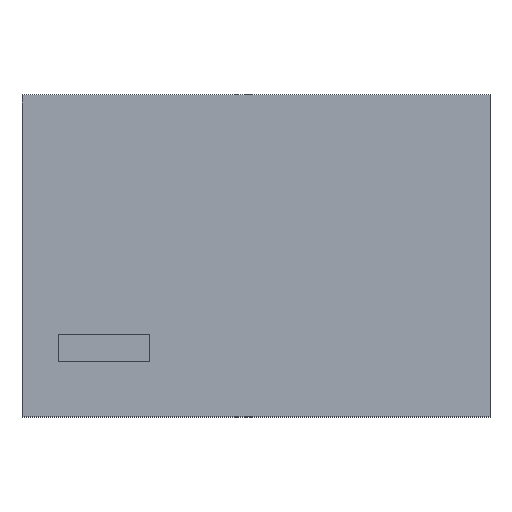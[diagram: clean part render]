
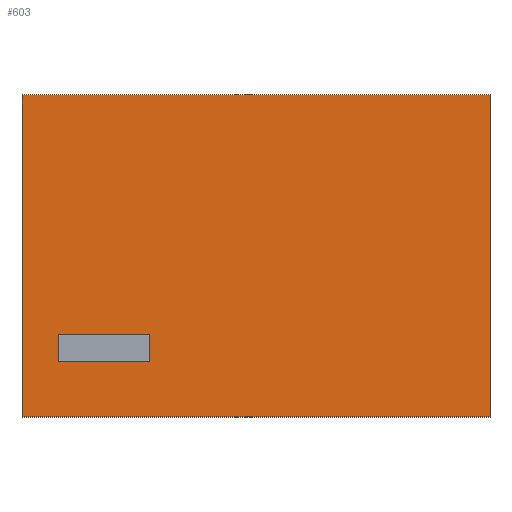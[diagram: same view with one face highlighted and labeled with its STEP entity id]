
A CAD part, top view. The second image highlights one B-rep face of the part: STEP entity #603.
In plain terms, the highlighted planar face has unit normal (0, 0, 1).
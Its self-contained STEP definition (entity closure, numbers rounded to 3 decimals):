
#4 = LINE ( 'NONE', #474, #550 ) ;
#26 = ORIENTED_EDGE ( 'NONE', *, *, #592, .F. ) ;
#38 = DIRECTION ( 'NONE',  ( 0., 1., 0. ) ) ;
#46 = CARTESIAN_POINT ( 'NONE',  ( -0.64, -0.44, 0.64 ) ) ;
#59 = LINE ( 'NONE', #495, #593 ) ;
#80 = EDGE_CURVE ( 'NONE', #135, #559, #59, .T. ) ;
#91 = LINE ( 'NONE', #522, #548 ) ;
#92 = ORIENTED_EDGE ( 'NONE', *, *, #312, .F. ) ;
#93 = EDGE_CURVE ( 'NONE', #206, #402, #492, .T. ) ;
#108 = DIRECTION ( 'NONE',  ( 0., 1., 0. ) ) ;
#111 = CARTESIAN_POINT ( 'NONE',  ( -0.64, -0.44, 0.64 ) ) ;
#128 = CARTESIAN_POINT ( 'NONE',  ( -0.64, -0.44, 0.64 ) ) ;
#135 = VERTEX_POINT ( 'NONE', #436 ) ;
#146 = VECTOR ( 'NONE', #290, 1000. ) ;
#154 = ORIENTED_EDGE ( 'NONE', *, *, #93, .T. ) ;
#172 = VECTOR ( 'NONE', #224, 1000. ) ;
#206 = VERTEX_POINT ( 'NONE', #597 ) ;
#209 = DIRECTION ( 'NONE',  ( -1., 0., 0. ) ) ;
#220 = LINE ( 'NONE', #625, #172 ) ;
#224 = DIRECTION ( 'NONE',  ( 0., -1., 0. ) ) ;
#228 = CARTESIAN_POINT ( 'NONE',  ( 0., 0., 0.64 ) ) ;
#230 = CARTESIAN_POINT ( 'NONE',  ( -0.54, -0.29, 0.64 ) ) ;
#235 = ORIENTED_EDGE ( 'NONE', *, *, #387, .T. ) ;
#258 = ORIENTED_EDGE ( 'NONE', *, *, #80, .T. ) ;
#272 = DIRECTION ( 'NONE',  ( 0., 0., -1. ) ) ;
#273 = VECTOR ( 'NONE', #108, 1000. ) ;
#289 = FACE_BOUND ( 'NONE', #650, .T. ) ;
#290 = DIRECTION ( 'NONE',  ( 1., 0., 0. ) ) ;
#312 = EDGE_CURVE ( 'NONE', #438, #350, #91, .T. ) ;
#336 = PLANE ( 'NONE',  #582 ) ;
#340 = VERTEX_POINT ( 'NONE', #692 ) ;
#350 = VERTEX_POINT ( 'NONE', #697 ) ;
#351 = ORIENTED_EDGE ( 'NONE', *, *, #364, .F. ) ;
#352 = DIRECTION ( 'NONE',  ( 1., 0., 0. ) ) ;
#364 = EDGE_CURVE ( 'NONE', #340, #438, #659, .T. ) ;
#380 = VERTEX_POINT ( 'NONE', #230 ) ;
#387 = EDGE_CURVE ( 'NONE', #402, #135, #580, .T. ) ;
#398 = FACE_OUTER_BOUND ( 'NONE', #616, .T. ) ;
#399 = DIRECTION ( 'NONE',  ( -1., 0., 0. ) ) ;
#402 = VERTEX_POINT ( 'NONE', #111 ) ;
#436 = CARTESIAN_POINT ( 'NONE',  ( 0.64, -0.44, 0.64 ) ) ;
#438 = VERTEX_POINT ( 'NONE', #552 ) ;
#474 = CARTESIAN_POINT ( 'NONE',  ( 0., -0.29, 0.64 ) ) ;
#492 = LINE ( 'NONE', #128, #756 ) ;
#495 = CARTESIAN_POINT ( 'NONE',  ( 0.64, -0.44, 0.64 ) ) ;
#498 = ORIENTED_EDGE ( 'NONE', *, *, #678, .F. ) ;
#501 = ORIENTED_EDGE ( 'NONE', *, *, #527, .T. ) ;
#510 = LINE ( 'NONE', #675, #719 ) ;
#522 = CARTESIAN_POINT ( 'NONE',  ( 0., -0.215, 0.64 ) ) ;
#527 = EDGE_CURVE ( 'NONE', #559, #206, #510, .T. ) ;
#541 = DIRECTION ( 'NONE',  ( 0., -1., 0. ) ) ;
#548 = VECTOR ( 'NONE', #399, 1000. ) ;
#550 = VECTOR ( 'NONE', #352, 1000. ) ;
#552 = CARTESIAN_POINT ( 'NONE',  ( -0.29, -0.215, 0.64 ) ) ;
#559 = VERTEX_POINT ( 'NONE', #694 ) ;
#580 = LINE ( 'NONE', #46, #146 ) ;
#582 = AXIS2_PLACEMENT_3D ( 'NONE', #228, #272, #38 ) ;
#592 = EDGE_CURVE ( 'NONE', #350, #380, #220, .T. ) ;
#593 = VECTOR ( 'NONE', #717, 1000. ) ;
#597 = CARTESIAN_POINT ( 'NONE',  ( -0.64, 0.44, 0.64 ) ) ;
#603 = ADVANCED_FACE ( 'NONE', ( #398, #289 ), #336, .F. ) ;
#616 = EDGE_LOOP ( 'NONE', ( #258, #501, #154, #235 ) ) ;
#625 = CARTESIAN_POINT ( 'NONE',  ( -0.54, 0., 0.64 ) ) ;
#642 = CARTESIAN_POINT ( 'NONE',  ( -0.29, 0., 0.64 ) ) ;
#650 = EDGE_LOOP ( 'NONE', ( #26, #92, #351, #498 ) ) ;
#659 = LINE ( 'NONE', #642, #273 ) ;
#675 = CARTESIAN_POINT ( 'NONE',  ( -0.64, 0.44, 0.64 ) ) ;
#678 = EDGE_CURVE ( 'NONE', #380, #340, #4, .T. ) ;
#692 = CARTESIAN_POINT ( 'NONE',  ( -0.29, -0.29, 0.64 ) ) ;
#694 = CARTESIAN_POINT ( 'NONE',  ( 0.64, 0.44, 0.64 ) ) ;
#697 = CARTESIAN_POINT ( 'NONE',  ( -0.54, -0.215, 0.64 ) ) ;
#717 = DIRECTION ( 'NONE',  ( 0., 1., 0. ) ) ;
#719 = VECTOR ( 'NONE', #209, 1000. ) ;
#756 = VECTOR ( 'NONE', #541, 1000. ) ;
